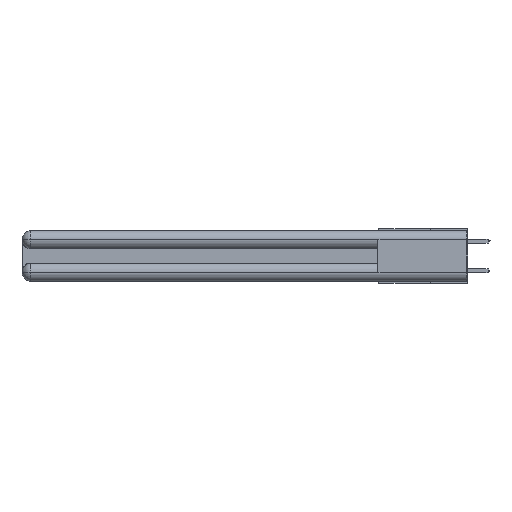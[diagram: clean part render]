
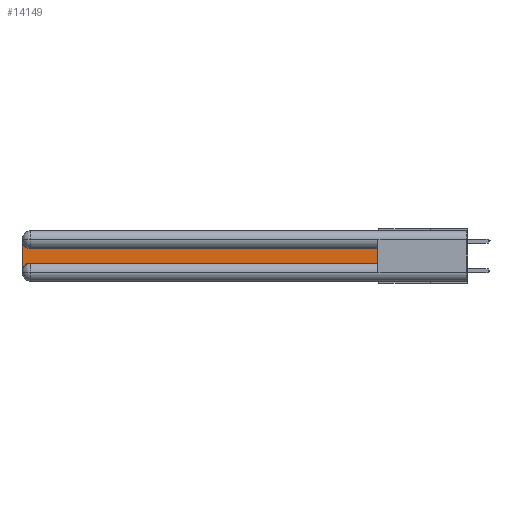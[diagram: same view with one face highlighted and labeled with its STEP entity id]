
A CAD part, left-side view. The second image highlights one B-rep face of the part: STEP entity #14149.
In plain terms, the highlighted planar face has unit normal (-1, 0, 0).
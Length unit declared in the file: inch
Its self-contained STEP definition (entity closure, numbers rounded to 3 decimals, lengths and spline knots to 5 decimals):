
#162 = CARTESIAN_POINT ( 'NONE',  ( 0.075, 3., -0.2775 ) ) ;
#175 = CARTESIAN_POINT ( 'NONE',  ( 0.075, 0.6, -0.1225 ) ) ;
#203 = LINE ( 'NONE', #175, #27870 ) ;
#1316 = CARTESIAN_POINT ( 'NONE',  ( 0.075, 0.6, -0.2175 ) ) ;
#2557 = EDGE_CURVE ( 'NONE', #13652, #3469, #203, .T. ) ;
#2823 = DIRECTION ( 'NONE',  ( 0., 0., -1. ) ) ;
#3469 = VERTEX_POINT ( 'NONE', #31418 ) ;
#4020 = EDGE_CURVE ( 'NONE', #25366, #8332, #27343, .T. ) ;
#5798 = VECTOR ( 'NONE', #19414, 39.37008 ) ;
#7492 = LINE ( 'NONE', #16457, #5798 ) ;
#8332 = VERTEX_POINT ( 'NONE', #22274 ) ;
#9387 = EDGE_LOOP ( 'NONE', ( #33089, #11422, #24183, #18717, #31500, #21052 ) ) ;
#9427 = CARTESIAN_POINT ( 'NONE',  ( 0.075, 2.94, -0.2775 ) ) ;
#11032 = CARTESIAN_POINT ( 'NONE',  ( 0.075, 0.6, -0.2175 ) ) ;
#11422 = ORIENTED_EDGE ( 'NONE', *, *, #30593, .T. ) ;
#11532 = EDGE_CURVE ( 'NONE', #29290, #25366, #24258, .T. ) ;
#11880 = LINE ( 'NONE', #11032, #22505 ) ;
#12217 = EDGE_CURVE ( 'NONE', #16357, #13652, #11880, .T. ) ;
#13652 = VERTEX_POINT ( 'NONE', #28032 ) ;
#14045 = CARTESIAN_POINT ( 'NONE',  ( 0.075, 3., -0.2175 ) ) ;
#14149 = ADVANCED_FACE ( 'NONE', ( #30930 ), #18932, .F. ) ;
#14323 = CIRCLE ( 'NONE', #30997, 0.06 ) ;
#14444 = VECTOR ( 'NONE', #30579, 39.37008 ) ;
#16357 = VERTEX_POINT ( 'NONE', #1316 ) ;
#16457 = CARTESIAN_POINT ( 'NONE',  ( 0.075, 0.6, -0.2175 ) ) ;
#18717 = ORIENTED_EDGE ( 'NONE', *, *, #4020, .T. ) ;
#18932 = PLANE ( 'NONE',  #20332 ) ;
#19135 = DIRECTION ( 'NONE',  ( 0., 0., -1. ) ) ;
#19360 = CARTESIAN_POINT ( 'NONE',  ( 0.075, 2.94, -0.0625 ) ) ;
#19414 = DIRECTION ( 'NONE',  ( 0., -1., 0. ) ) ;
#19486 = DIRECTION ( 'NONE',  ( 1., 0., 0. ) ) ;
#19992 = EDGE_CURVE ( 'NONE', #8332, #16357, #7492, .T. ) ;
#20332 = AXIS2_PLACEMENT_3D ( 'NONE', #29927, #32674, #2823 ) ;
#21052 = ORIENTED_EDGE ( 'NONE', *, *, #12217, .T. ) ;
#22068 = DIRECTION ( 'NONE',  ( 0., 1., 0. ) ) ;
#22274 = CARTESIAN_POINT ( 'NONE',  ( 0.075, 2.94, -0.2175 ) ) ;
#22505 = VECTOR ( 'NONE', #30046, 39.37008 ) ;
#23370 = CARTESIAN_POINT ( 'NONE',  ( 0.075, 3., -0.0625 ) ) ;
#24183 = ORIENTED_EDGE ( 'NONE', *, *, #11532, .T. ) ;
#24258 = LINE ( 'NONE', #14045, #14444 ) ;
#25366 = VERTEX_POINT ( 'NONE', #162 ) ;
#27343 = CIRCLE ( 'NONE', #28092, 0.06 ) ;
#27870 = VECTOR ( 'NONE', #22068, 39.37008 ) ;
#28032 = CARTESIAN_POINT ( 'NONE',  ( 0.075, 0.6, -0.1225 ) ) ;
#28092 = AXIS2_PLACEMENT_3D ( 'NONE', #9427, #33691, #33801 ) ;
#29290 = VERTEX_POINT ( 'NONE', #23370 ) ;
#29927 = CARTESIAN_POINT ( 'NONE',  ( 0.075, 3., -0.1225 ) ) ;
#30046 = DIRECTION ( 'NONE',  ( 0., 0., 1. ) ) ;
#30579 = DIRECTION ( 'NONE',  ( 0., 0., -1. ) ) ;
#30593 = EDGE_CURVE ( 'NONE', #3469, #29290, #14323, .T. ) ;
#30930 = FACE_OUTER_BOUND ( 'NONE', #9387, .T. ) ;
#30997 = AXIS2_PLACEMENT_3D ( 'NONE', #19360, #19486, #19135 ) ;
#31418 = CARTESIAN_POINT ( 'NONE',  ( 0.075, 2.94, -0.1225 ) ) ;
#31500 = ORIENTED_EDGE ( 'NONE', *, *, #19992, .T. ) ;
#32674 = DIRECTION ( 'NONE',  ( 1., 0., 0. ) ) ;
#33089 = ORIENTED_EDGE ( 'NONE', *, *, #2557, .T. ) ;
#33691 = DIRECTION ( 'NONE',  ( 1., 0., 0. ) ) ;
#33801 = DIRECTION ( 'NONE',  ( 0., 0., -1. ) ) ;
